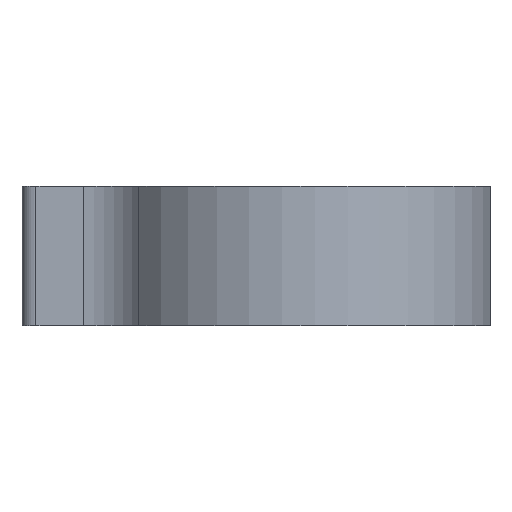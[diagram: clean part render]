
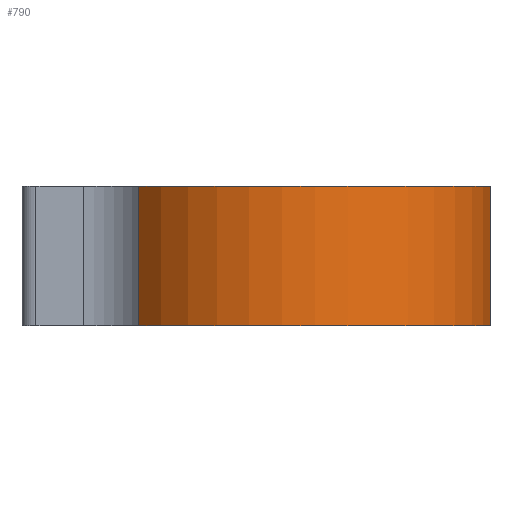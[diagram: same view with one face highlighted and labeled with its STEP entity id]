
A CAD part, front view. The second image highlights one B-rep face of the part: STEP entity #790.
In plain terms, the highlighted cylindrical face has radius 14 mm (diameter 28 mm), a partial arc.
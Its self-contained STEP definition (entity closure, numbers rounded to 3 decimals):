
#23=LINE('',#1183,#104);
#25=LINE('',#1191,#106);
#104=VECTOR('',#951,10.);
#106=VECTOR('',#959,10.);
#219=FACE_OUTER_BOUND('',#264,.T.);
#264=EDGE_LOOP('',(#560,#561,#562,#563));
#312=CIRCLE('',#851,14.);
#313=CIRCLE('',#852,14.);
#348=VERTEX_POINT('',#1180);
#349=VERTEX_POINT('',#1182);
#351=VERTEX_POINT('',#1188);
#352=VERTEX_POINT('',#1190);
#430=EDGE_CURVE('',#348,#349,#23,.T.);
#433=EDGE_CURVE('',#348,#351,#312,.T.);
#434=EDGE_CURVE('',#351,#352,#25,.T.);
#435=EDGE_CURVE('',#352,#349,#313,.T.);
#560=ORIENTED_EDGE('',*,*,#430,.F.);
#561=ORIENTED_EDGE('',*,*,#433,.T.);
#562=ORIENTED_EDGE('',*,*,#434,.T.);
#563=ORIENTED_EDGE('',*,*,#435,.T.);
#762=CYLINDRICAL_SURFACE('',#850,14.);
#790=ADVANCED_FACE('',(#219),#762,.T.);
#850=AXIS2_PLACEMENT_3D('',#1187,#955,#956);
#851=AXIS2_PLACEMENT_3D('',#1189,#957,#958);
#852=AXIS2_PLACEMENT_3D('',#1192,#960,#961);
#951=DIRECTION('',(0.,0.,-1.));
#955=DIRECTION('center_axis',(0.,0.,-1.));
#956=DIRECTION('ref_axis',(0.796,0.605,0.));
#957=DIRECTION('center_axis',(0.,0.,-1.));
#958=DIRECTION('ref_axis',(0.796,0.605,0.));
#959=DIRECTION('',(0.,0.,-1.));
#960=DIRECTION('center_axis',(0.,0.,1.));
#961=DIRECTION('ref_axis',(0.796,0.605,0.));
#1180=CARTESIAN_POINT('',(-0.552,13.989,0.));
#1182=CARTESIAN_POINT('',(-0.552,13.989,-10.));
#1183=CARTESIAN_POINT('',(-0.552,13.989,0.));
#1187=CARTESIAN_POINT('Origin',(0.,0.,0.));
#1188=CARTESIAN_POINT('',(-11.144,-8.474,0.));
#1189=CARTESIAN_POINT('Origin',(0.,0.,0.));
#1190=CARTESIAN_POINT('',(-11.144,-8.474,-10.));
#1191=CARTESIAN_POINT('',(-11.144,-8.474,0.));
#1192=CARTESIAN_POINT('Origin',(0.,0.,-10.));
